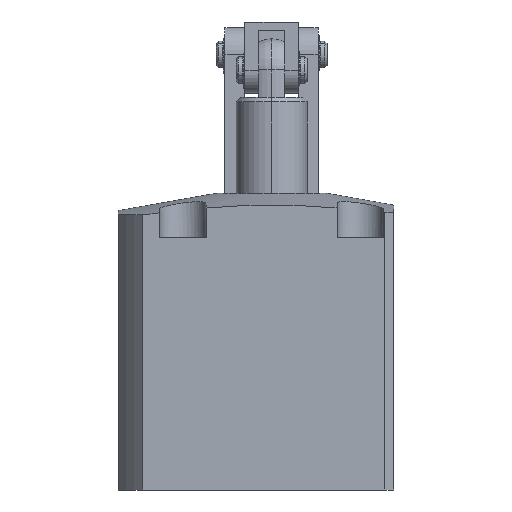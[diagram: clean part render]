
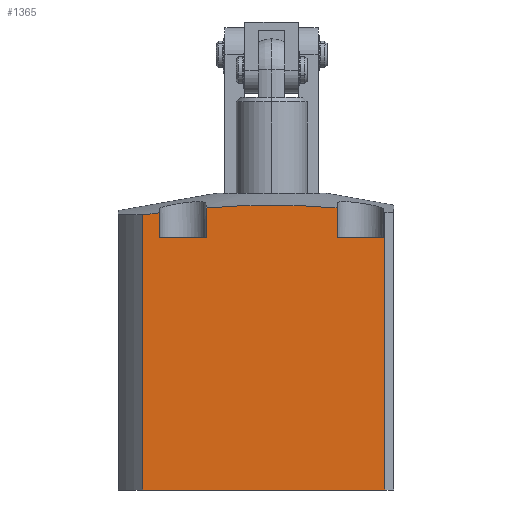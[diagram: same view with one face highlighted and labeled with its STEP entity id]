
A CAD part, front view. The second image highlights one B-rep face of the part: STEP entity #1365.
In plain terms, the highlighted planar face has unit normal (0, -1, 0).
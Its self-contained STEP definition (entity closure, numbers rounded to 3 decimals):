
#281 = VERTEX_POINT ( 'NONE', #9146 ) ;
#288 = VERTEX_POINT ( 'NONE', #9139 ) ;
#300 = VERTEX_POINT ( 'NONE', #9128 ) ;
#301 = VERTEX_POINT ( 'NONE', #9127 ) ;
#1186 = B_SPLINE_CURVE_WITH_KNOTS ( 'NONE', 3,
 ( #5216, #5555, #5754, #5753 ),
 .UNSPECIFIED., .F., .F.,
 ( 4, 4 ),
 ( 0.091, 0.091 ),
 .UNSPECIFIED. ) ;
#1200 = B_SPLINE_CURVE_WITH_KNOTS ( 'NONE', 3,
 ( #7266, #7281, #7265, #7264 ),
 .UNSPECIFIED., .F., .F.,
 ( 4, 4 ),
 ( 0.142, 0.146 ),
 .UNSPECIFIED. ) ;
#1203 = B_SPLINE_CURVE_WITH_KNOTS ( 'NONE', 3,
 ( #4873, #4871, #4858, #4850, #4849, #4868, #4841, #4840, #4839, #4838 ),
 .UNSPECIFIED., .F., .F.,
 ( 4, 2, 2, 2, 4 ),
 ( 0.102, 0.109, 0.117, 0.124, 0.132 ),
 .UNSPECIFIED. ) ;
#1365 = ADVANCED_FACE ( 'NONE', ( #6837 ), #8065, .F. ) ;
#1460 = VERTEX_POINT ( 'NONE', #7563 ) ;
#1465 = VERTEX_POINT ( 'NONE', #7572 ) ;
#1478 = VERTEX_POINT ( 'NONE', #7544 ) ;
#1491 = VERTEX_POINT ( 'NONE', #7531 ) ;
#1493 = VERTEX_POINT ( 'NONE', #7529 ) ;
#1500 = VERTEX_POINT ( 'NONE', #7522 ) ;
#1502 = VERTEX_POINT ( 'NONE', #7520 ) ;
#1503 = VERTEX_POINT ( 'NONE', #7519 ) ;
#1850 = VECTOR ( 'NONE', #4602, 1000. ) ;
#1857 = LINE ( 'NONE', #4606, #1850 ) ;
#1873 = LINE ( 'NONE', #4486, #1883 ) ;
#1883 = VECTOR ( 'NONE', #4476, 1000. ) ;
#1896 = LINE ( 'NONE', #5636, #1903 ) ;
#1903 = VECTOR ( 'NONE', #5635, 1000. ) ;
#1928 = LINE ( 'NONE', #5566, #1931 ) ;
#1931 = VECTOR ( 'NONE', #5565, 1000. ) ;
#1936 = LINE ( 'NONE', #5300, #1939 ) ;
#1938 = LINE ( 'NONE', #5291, #1941 ) ;
#1939 = VECTOR ( 'NONE', #5293, 1000. ) ;
#1940 = LINE ( 'NONE', #5283, #1943 ) ;
#1941 = VECTOR ( 'NONE', #5284, 1000. ) ;
#1943 = VECTOR ( 'NONE', #5268, 1000. ) ;
#1946 = LINE ( 'NONE', #5755, #1957 ) ;
#1957 = VECTOR ( 'NONE', #5737, 1000. ) ;
#1964 = LINE ( 'NONE', #5713, #1966 ) ;
#1966 = VECTOR ( 'NONE', #5712, 1000. ) ;
#2952 = EDGE_CURVE ( 'NONE', #281, #1491, #1200, .T. ) ;
#2975 = EDGE_CURVE ( 'NONE', #301, #1460, #1203, .T. ) ;
#3896 = EDGE_LOOP ( 'NONE', ( #7156, #7155, #7154, #7153, #7152, #7151, #7150, #7149, #7148, #7147, #7146, #7145 ) ) ;
#4236 = EDGE_CURVE ( 'NONE', #288, #281, #1857, .T. ) ;
#4255 = EDGE_CURVE ( 'NONE', #1460, #300, #1873, .T. ) ;
#4268 = EDGE_CURVE ( 'NONE', #1465, #1478, #1896, .T. ) ;
#4282 = EDGE_CURVE ( 'NONE', #1503, #301, #1928, .T. ) ;
#4287 = EDGE_CURVE ( 'NONE', #1491, #1478, #1936, .T. ) ;
#4288 = EDGE_CURVE ( 'NONE', #288, #300, #1938, .T. ) ;
#4289 = EDGE_CURVE ( 'NONE', #1503, #1493, #1940, .T. ) ;
#4292 = EDGE_CURVE ( 'NONE', #1502, #1500, #1186, .T. ) ;
#4297 = EDGE_CURVE ( 'NONE', #1465, #1502, #1946, .T. ) ;
#4310 = EDGE_CURVE ( 'NONE', #1500, #1493, #1964, .T. ) ;
#4476 = DIRECTION ( 'NONE',  ( 0., 0., -1. ) ) ;
#4486 = CARTESIAN_POINT ( 'NONE',  ( -14.75, -27.5, 25. ) ) ;
#4602 = DIRECTION ( 'NONE',  ( 0., 0., 1. ) ) ;
#4606 = CARTESIAN_POINT ( 'NONE',  ( -25.25, -27.5, 25. ) ) ;
#4838 = CARTESIAN_POINT ( 'NONE',  ( -14.75, -27.5, 21.702 ) ) ;
#4839 = CARTESIAN_POINT ( 'NONE',  ( -12.296, -27.5, 21.906 ) ) ;
#4840 = CARTESIAN_POINT ( 'NONE',  ( -9.841, -27.5, 22.071 ) ) ;
#4841 = CARTESIAN_POINT ( 'NONE',  ( -4.929, -27.5, 22.296 ) ) ;
#4849 = CARTESIAN_POINT ( 'NONE',  ( 2.444, -27.5, 22.355 ) ) ;
#4850 = CARTESIAN_POINT ( 'NONE',  ( 4.904, -27.5, 22.296 ) ) ;
#4858 = CARTESIAN_POINT ( 'NONE',  ( 9.826, -27.5, 22.072 ) ) ;
#4868 = CARTESIAN_POINT ( 'NONE',  ( -2.472, -27.5, 22.355 ) ) ;
#4871 = CARTESIAN_POINT ( 'NONE',  ( 12.289, -27.5, 21.907 ) ) ;
#4873 = CARTESIAN_POINT ( 'NONE',  ( 14.75, -27.5, 21.702 ) ) ;
#5216 = CARTESIAN_POINT ( 'NONE',  ( 25.5, -27.5, 20.591 ) ) ;
#5268 = DIRECTION ( 'NONE',  ( 1., 0., 0. ) ) ;
#5283 = CARTESIAN_POINT ( 'NONE',  ( 0., -27.5, 15. ) ) ;
#5284 = DIRECTION ( 'NONE',  ( 1., 0., 0. ) ) ;
#5291 = CARTESIAN_POINT ( 'NONE',  ( 0., -27.5, 15. ) ) ;
#5293 = DIRECTION ( 'NONE',  ( 0., 0., -1. ) ) ;
#5300 = CARTESIAN_POINT ( 'NONE',  ( -29.047, -27.5, 25. ) ) ;
#5555 = CARTESIAN_POINT ( 'NONE',  ( 25.417, -27.5, 20.601 ) ) ;
#5565 = DIRECTION ( 'NONE',  ( 0., 0., 1. ) ) ;
#5566 = CARTESIAN_POINT ( 'NONE',  ( 14.75, -27.5, 25. ) ) ;
#5635 = DIRECTION ( 'NONE',  ( -1., 0., 0. ) ) ;
#5636 = CARTESIAN_POINT ( 'NONE',  ( 27.5, -27.5, -41.8 ) ) ;
#5712 = DIRECTION ( 'NONE',  ( 0., 0., -1. ) ) ;
#5713 = CARTESIAN_POINT ( 'NONE',  ( 25.25, -27.5, 25. ) ) ;
#5737 = DIRECTION ( 'NONE',  ( 0., 0., 1. ) ) ;
#5753 = CARTESIAN_POINT ( 'NONE',  ( 25.25, -27.5, 20.621 ) ) ;
#5754 = CARTESIAN_POINT ( 'NONE',  ( 25.333, -27.5, 20.611 ) ) ;
#5755 = CARTESIAN_POINT ( 'NONE',  ( 25.5, -27.5, 20.347 ) ) ;
#6837 = FACE_OUTER_BOUND ( 'NONE', #3896, .T. ) ;
#7145 = ORIENTED_EDGE ( 'NONE', *, *, #4287, .T. ) ;
#7146 = ORIENTED_EDGE ( 'NONE', *, *, #2952, .T. ) ;
#7147 = ORIENTED_EDGE ( 'NONE', *, *, #4236, .T. ) ;
#7148 = ORIENTED_EDGE ( 'NONE', *, *, #4288, .F. ) ;
#7149 = ORIENTED_EDGE ( 'NONE', *, *, #4255, .T. ) ;
#7150 = ORIENTED_EDGE ( 'NONE', *, *, #2975, .T. ) ;
#7151 = ORIENTED_EDGE ( 'NONE', *, *, #4282, .T. ) ;
#7152 = ORIENTED_EDGE ( 'NONE', *, *, #4289, .F. ) ;
#7153 = ORIENTED_EDGE ( 'NONE', *, *, #4310, .T. ) ;
#7154 = ORIENTED_EDGE ( 'NONE', *, *, #4292, .T. ) ;
#7155 = ORIENTED_EDGE ( 'NONE', *, *, #4297, .T. ) ;
#7156 = ORIENTED_EDGE ( 'NONE', *, *, #4268, .F. ) ;
#7264 = CARTESIAN_POINT ( 'NONE',  ( -29.047, -27.5, 20.151 ) ) ;
#7265 = CARTESIAN_POINT ( 'NONE',  ( -27.782, -27.5, 20.313 ) ) ;
#7266 = CARTESIAN_POINT ( 'NONE',  ( -25.25, -27.5, 20.621 ) ) ;
#7281 = CARTESIAN_POINT ( 'NONE',  ( -26.517, -27.5, 20.47 ) ) ;
#7519 = CARTESIAN_POINT ( 'NONE',  ( 14.75, -27.5, 15. ) ) ;
#7520 = CARTESIAN_POINT ( 'NONE',  ( 25.5, -27.5, 20.591 ) ) ;
#7522 = CARTESIAN_POINT ( 'NONE',  ( 25.25, -27.5, 20.621 ) ) ;
#7529 = CARTESIAN_POINT ( 'NONE',  ( 25.25, -27.5, 15. ) ) ;
#7531 = CARTESIAN_POINT ( 'NONE',  ( -29.047, -27.5, 20.151 ) ) ;
#7544 = CARTESIAN_POINT ( 'NONE',  ( -29.047, -27.5, -41.8 ) ) ;
#7563 = CARTESIAN_POINT ( 'NONE',  ( -14.75, -27.5, 21.702 ) ) ;
#7572 = CARTESIAN_POINT ( 'NONE',  ( 25.5, -27.5, -41.8 ) ) ;
#8058 = DIRECTION ( 'NONE',  ( 0., 0., 1. ) ) ;
#8059 = DIRECTION ( 'NONE',  ( 0., 1., 0. ) ) ;
#8065 = PLANE ( 'NONE',  #9276 ) ;
#8067 = CARTESIAN_POINT ( 'NONE',  ( 0., -27.5, 25. ) ) ;
#9127 = CARTESIAN_POINT ( 'NONE',  ( 14.75, -27.5, 21.702 ) ) ;
#9128 = CARTESIAN_POINT ( 'NONE',  ( -14.75, -27.5, 15. ) ) ;
#9139 = CARTESIAN_POINT ( 'NONE',  ( -25.25, -27.5, 15. ) ) ;
#9146 = CARTESIAN_POINT ( 'NONE',  ( -25.25, -27.5, 20.621 ) ) ;
#9276 = AXIS2_PLACEMENT_3D ( 'NONE', #8067, #8059, #8058 ) ;
